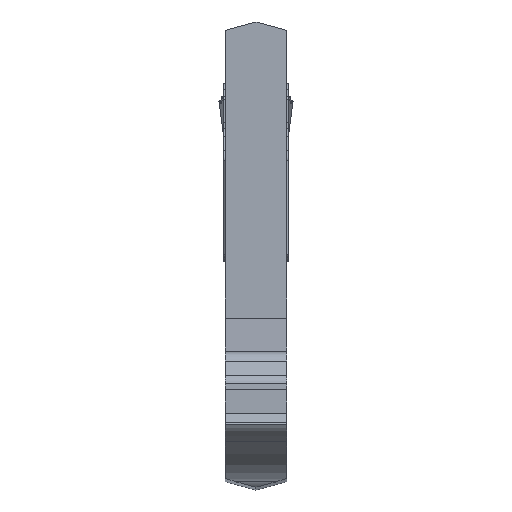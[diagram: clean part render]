
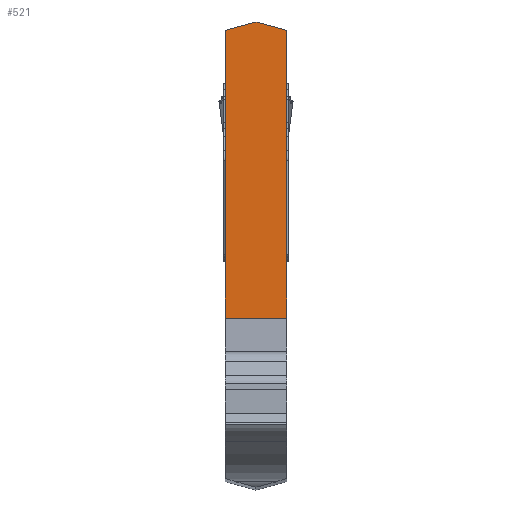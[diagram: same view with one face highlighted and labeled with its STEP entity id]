
A CAD part, top view. The second image highlights one B-rep face of the part: STEP entity #521.
In plain terms, the highlighted planar face has unit normal (0, 0, 1).
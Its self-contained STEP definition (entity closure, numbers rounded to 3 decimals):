
#521=ADVANCED_FACE('',(#682),#591,.T.);
#591=PLANE('',#2848);
#682=FACE_OUTER_BOUND('',#788,.T.);
#788=EDGE_LOOP('',(#1205,#1206,#1207,#1208,#1209));
#1205=ORIENTED_EDGE('',*,*,#1751,.F.);
#1206=ORIENTED_EDGE('',*,*,#1803,.F.);
#1207=ORIENTED_EDGE('',*,*,#1800,.T.);
#1208=ORIENTED_EDGE('',*,*,#1806,.F.);
#1209=ORIENTED_EDGE('',*,*,#1807,.T.);
#1507=VERTEX_POINT('',#4403);
#1508=VERTEX_POINT('',#4405);
#1552=VERTEX_POINT('',#4501);
#1553=VERTEX_POINT('',#4503);
#1555=VERTEX_POINT('',#4515);
#1751=EDGE_CURVE('',#1507,#1508,#2241,.T.);
#1800=EDGE_CURVE('',#1553,#1552,#2270,.T.);
#1803=EDGE_CURVE('',#1553,#1507,#2273,.T.);
#1806=EDGE_CURVE('',#1555,#1552,#2275,.T.);
#1807=EDGE_CURVE('',#1555,#1508,#2276,.T.);
#2241=LINE('',#4404,#2455);
#2270=LINE('',#4502,#2484);
#2273=LINE('',#4508,#2487);
#2275=LINE('',#4514,#2489);
#2276=LINE('',#4516,#2490);
#2455=VECTOR('',#3218,1.);
#2484=VECTOR('',#3295,1.);
#2487=VECTOR('',#3300,1.);
#2489=VECTOR('',#3310,1.);
#2490=VECTOR('',#3311,1.);
#2848=AXIS2_PLACEMENT_3D('',#4517,#3312,#3313);
#3218=DIRECTION('',(0.966,-0.259,0.));
#3295=DIRECTION('',(0.,-1.,0.));
#3300=DIRECTION('',(0.966,0.259,0.));
#3310=DIRECTION('',(-1.,0.,0.));
#3311=DIRECTION('',(0.,1.,0.));
#3312=DIRECTION('',(0.,0.,1.));
#3313=DIRECTION('',(0.,-1.,0.));
#4403=CARTESIAN_POINT('',(-1.675,25.55,0.));
#4404=CARTESIAN_POINT('',(-1.675,25.55,0.));
#4405=CARTESIAN_POINT('',(0.,25.101,0.));
#4501=CARTESIAN_POINT('',(-3.35,9.551,0.));
#4502=CARTESIAN_POINT('',(-3.35,25.101,0.));
#4503=CARTESIAN_POINT('',(-3.35,25.101,0.));
#4508=CARTESIAN_POINT('',(-3.35,25.101,0.));
#4514=CARTESIAN_POINT('',(0.,9.551,0.));
#4515=CARTESIAN_POINT('',(0.,9.551,0.));
#4516=CARTESIAN_POINT('',(0.,9.551,0.));
#4517=CARTESIAN_POINT('',(-1.675,17.55,0.));
